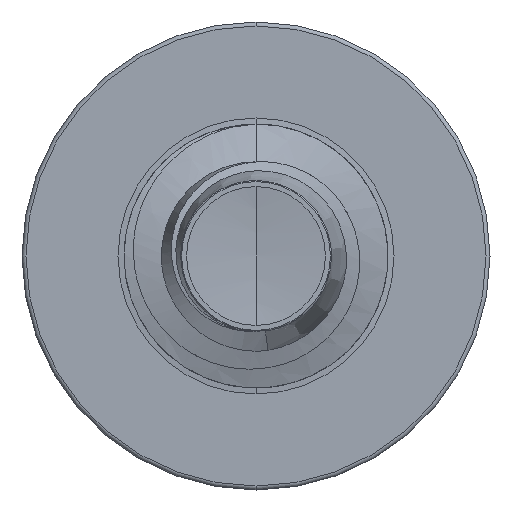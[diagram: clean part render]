
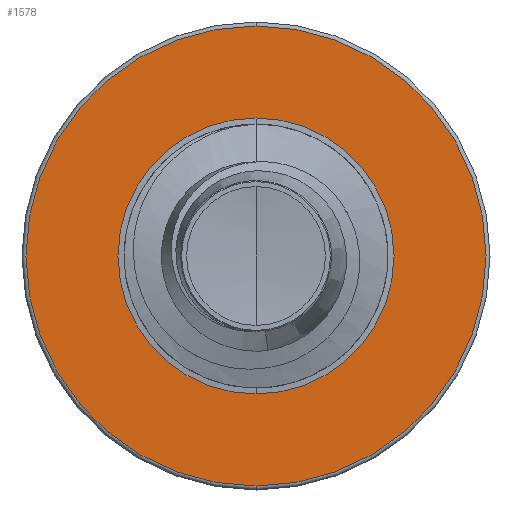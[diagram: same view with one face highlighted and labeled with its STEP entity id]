
A CAD part, front view. The second image highlights one B-rep face of the part: STEP entity #1578.
In plain terms, the highlighted planar face has unit normal (0, -1, 0).
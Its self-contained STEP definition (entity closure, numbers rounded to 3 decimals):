
#4 = CARTESIAN_POINT ( 'NONE',  ( 0., 4., 0. ) ) ;
#101 = AXIS2_PLACEMENT_3D ( 'NONE', #4654, #4635, #4630 ) ;
#326 = DIRECTION ( 'NONE',  ( 0., 0., 1. ) ) ;
#342 = DIRECTION ( 'NONE',  ( 0., 1., 0. ) ) ;
#345 = CARTESIAN_POINT ( 'NONE',  ( 0., 4., 0. ) ) ;
#410 = CARTESIAN_POINT ( 'NONE',  ( 0., 4., 1.917 ) ) ;
#728 = AXIS2_PLACEMENT_3D ( 'NONE', #4, #10709, #10490 ) ;
#853 = DIRECTION ( 'NONE',  ( 0., 0., 1. ) ) ;
#874 = DIRECTION ( 'NONE',  ( 0., 1., 0. ) ) ;
#896 = CARTESIAN_POINT ( 'NONE',  ( 0., 4., 0. ) ) ;
#1118 = CIRCLE ( 'NONE', #728, 1.15 ) ;
#1578 = ADVANCED_FACE ( 'NONE', ( #6404, #10782 ), #4687, .F. ) ;
#1601 = CARTESIAN_POINT ( 'NONE',  ( 0., 4., -1.917 ) ) ;
#1878 = AXIS2_PLACEMENT_3D ( 'NONE', #345, #342, #326 ) ;
#3240 = CARTESIAN_POINT ( 'NONE',  ( 0., 4., 1.15 ) ) ;
#3356 = CARTESIAN_POINT ( 'NONE',  ( 0., 4., -1.15 ) ) ;
#3626 = VERTEX_POINT ( 'NONE', #410 ) ;
#4126 = VERTEX_POINT ( 'NONE', #1601 ) ;
#4630 = DIRECTION ( 'NONE',  ( 0., 0., 1. ) ) ;
#4635 = DIRECTION ( 'NONE',  ( 0., 1., 0. ) ) ;
#4654 = CARTESIAN_POINT ( 'NONE',  ( 0., 4., -1.15 ) ) ;
#4687 = PLANE ( 'NONE',  #101 ) ;
#4790 = ORIENTED_EDGE ( 'NONE', *, *, #10730, .T. ) ;
#4968 = DIRECTION ( 'NONE',  ( 0., 0., 1. ) ) ;
#4982 = DIRECTION ( 'NONE',  ( 0., 1., 0. ) ) ;
#4984 = CARTESIAN_POINT ( 'NONE',  ( 0., 4., 0. ) ) ;
#5407 = AXIS2_PLACEMENT_3D ( 'NONE', #4984, #4982, #4968 ) ;
#6404 = FACE_OUTER_BOUND ( 'NONE', #9757, .T. ) ;
#6777 = ORIENTED_EDGE ( 'NONE', *, *, #10670, .F. ) ;
#7033 = CIRCLE ( 'NONE', #5407, 1.15 ) ;
#7614 = CIRCLE ( 'NONE', #1878, 1.917 ) ;
#8048 = VERTEX_POINT ( 'NONE', #3356 ) ;
#8230 = ORIENTED_EDGE ( 'NONE', *, *, #10697, .F. ) ;
#8259 = VERTEX_POINT ( 'NONE', #3240 ) ;
#8641 = ORIENTED_EDGE ( 'NONE', *, *, #11405, .T. ) ;
#9757 = EDGE_LOOP ( 'NONE', ( #6777, #8230 ) ) ;
#10141 = EDGE_LOOP ( 'NONE', ( #4790, #8641 ) ) ;
#10490 = DIRECTION ( 'NONE',  ( 0., 0., 1. ) ) ;
#10670 = EDGE_CURVE ( 'NONE', #3626, #4126, #11629, .T. ) ;
#10697 = EDGE_CURVE ( 'NONE', #4126, #3626, #7614, .T. ) ;
#10709 = DIRECTION ( 'NONE',  ( 0., 1., 0. ) ) ;
#10730 = EDGE_CURVE ( 'NONE', #8259, #8048, #7033, .T. ) ;
#10782 = FACE_BOUND ( 'NONE', #10141, .T. ) ;
#11405 = EDGE_CURVE ( 'NONE', #8048, #8259, #1118, .T. ) ;
#11629 = CIRCLE ( 'NONE', #11721, 1.917 ) ;
#11721 = AXIS2_PLACEMENT_3D ( 'NONE', #896, #874, #853 ) ;
